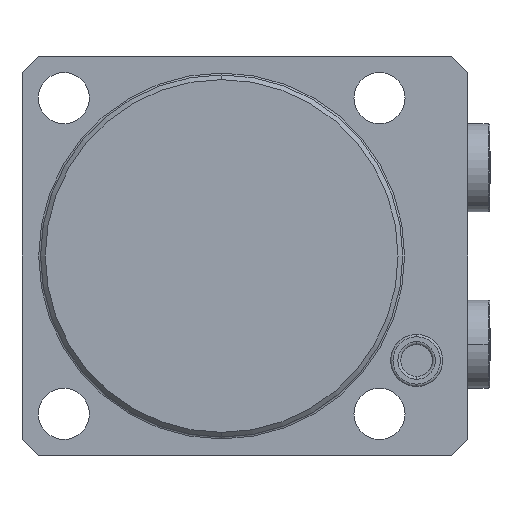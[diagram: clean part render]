
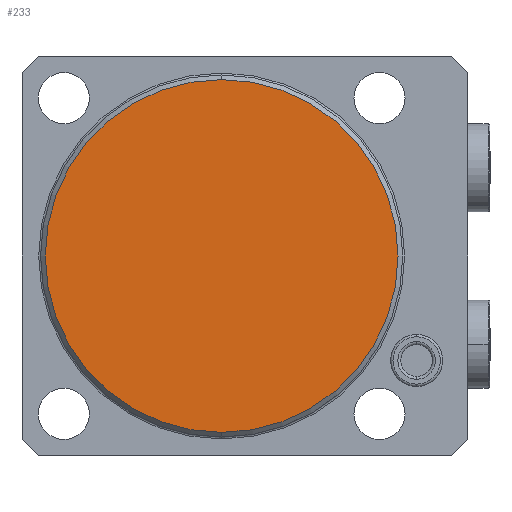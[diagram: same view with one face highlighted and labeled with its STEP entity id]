
A CAD part, front view. The second image highlights one B-rep face of the part: STEP entity #233.
In plain terms, the highlighted planar face has unit normal (0, -1, 0).
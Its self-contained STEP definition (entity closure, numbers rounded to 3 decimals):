
#233 = ADVANCED_FACE ( 'NONE', ( #6126 ), #6411, .F. ) ;
#803 = CIRCLE ( 'NONE', #5368, 38. ) ;
#1560 = EDGE_CURVE ( 'NONE', #7756, #7715, #5983, .T. ) ;
#1948 = EDGE_CURVE ( 'NONE', #7715, #7756, #803, .T. ) ;
#2266 = EDGE_LOOP ( 'NONE', ( #4244, #4245 ) ) ;
#3143 = DIRECTION ( 'NONE',  ( 0., 0., 1. ) ) ;
#3144 = DIRECTION ( 'NONE',  ( 0., -1., 0. ) ) ;
#3145 = CARTESIAN_POINT ( 'NONE',  ( 0., -69., 0. ) ) ;
#4244 = ORIENTED_EDGE ( 'NONE', *, *, #1948, .T. ) ;
#4245 = ORIENTED_EDGE ( 'NONE', *, *, #1560, .T. ) ;
#4839 = CARTESIAN_POINT ( 'NONE',  ( 0., -69., 38. ) ) ;
#5054 = CARTESIAN_POINT ( 'NONE',  ( 0., -69., -38. ) ) ;
#5368 = AXIS2_PLACEMENT_3D ( 'NONE', #3145, #3144, #3143 ) ;
#5561 = AXIS2_PLACEMENT_3D ( 'NONE', #6835, #6834, #6833 ) ;
#5603 = AXIS2_PLACEMENT_3D ( 'NONE', #6419, #6400, #6398 ) ;
#5983 = CIRCLE ( 'NONE', #5561, 38. ) ;
#6126 = FACE_OUTER_BOUND ( 'NONE', #2266, .T. ) ;
#6398 = DIRECTION ( 'NONE',  ( 0., 0., 1. ) ) ;
#6400 = DIRECTION ( 'NONE',  ( 0., 1., 0. ) ) ;
#6411 = PLANE ( 'NONE',  #5603 ) ;
#6419 = CARTESIAN_POINT ( 'NONE',  ( 0., -69., 0. ) ) ;
#6833 = DIRECTION ( 'NONE',  ( 0., 0., 1. ) ) ;
#6834 = DIRECTION ( 'NONE',  ( 0., -1., 0. ) ) ;
#6835 = CARTESIAN_POINT ( 'NONE',  ( 0., -69., 0. ) ) ;
#7715 = VERTEX_POINT ( 'NONE', #4839 ) ;
#7756 = VERTEX_POINT ( 'NONE', #5054 ) ;
